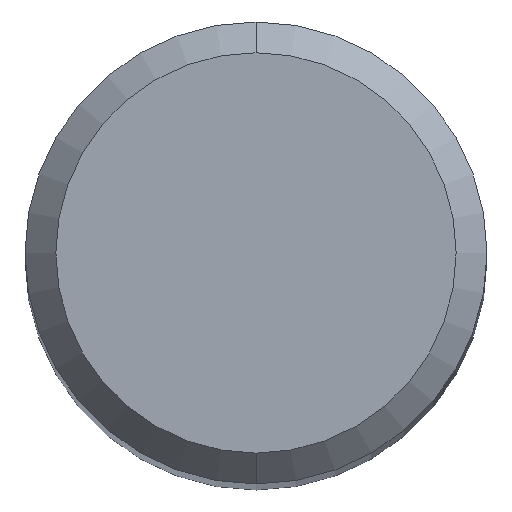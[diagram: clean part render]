
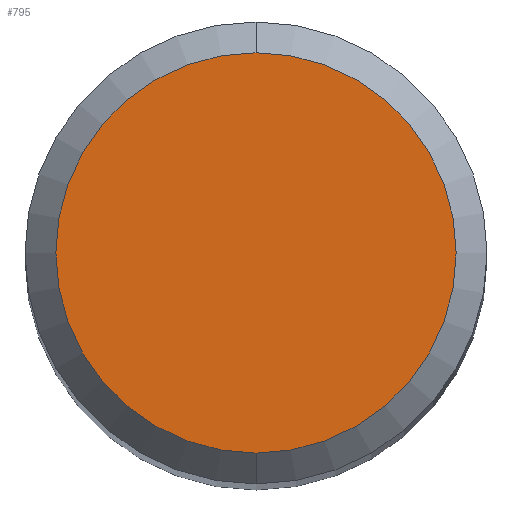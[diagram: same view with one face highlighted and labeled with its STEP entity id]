
A CAD part, top view. The second image highlights one B-rep face of the part: STEP entity #795.
In plain terms, the highlighted planar face has unit normal (0, 0, 1).
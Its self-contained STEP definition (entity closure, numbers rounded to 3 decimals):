
#573=EDGE_CURVE('',#1247,#611,#1536,.T.);
#611=VERTEX_POINT('',#1576);
#779=EDGE_CURVE('',#611,#1247,#1765,.T.);
#795=ADVANCED_FACE('',(#1784),#1785,.T.);
#1247=VERTEX_POINT('',#2270);
#1536=CIRCLE('',#2628,2.6);
#1576=CARTESIAN_POINT('',(0.0,2.6,0.0));
#1765=CIRCLE('',#2995,2.6);
#1784=FACE_OUTER_BOUND('',#3028,.T.);
#1785=PLANE('',#3029);
#2270=CARTESIAN_POINT('',(0.,-2.6,0.0));
#2628=AXIS2_PLACEMENT_3D('',#4301,#4302,#4303);
#2995=AXIS2_PLACEMENT_3D('',#4610,#4611,#4612);
#3028=EDGE_LOOP('',(#4659,#4660));
#3029=AXIS2_PLACEMENT_3D('',#4661,#4662,#4663);
#4301=CARTESIAN_POINT('',(0.0,0.0,0.0));
#4302=DIRECTION('',(0.0,0.0,-1.0));
#4303=DIRECTION('',(0.0,1.0,0.0));
#4610=CARTESIAN_POINT('',(0.0,0.0,0.0));
#4611=DIRECTION('',(0.0,0.0,-1.0));
#4612=DIRECTION('',(0.0,1.0,0.0));
#4659=ORIENTED_EDGE('',*,*,#779,.F.);
#4660=ORIENTED_EDGE('',*,*,#573,.F.);
#4661=CARTESIAN_POINT('',(0.0,1.3,0.0));
#4662=DIRECTION('',(-0.0,0.0,1.0));
#4663=DIRECTION('',(0.0,-1.0,0.0));
